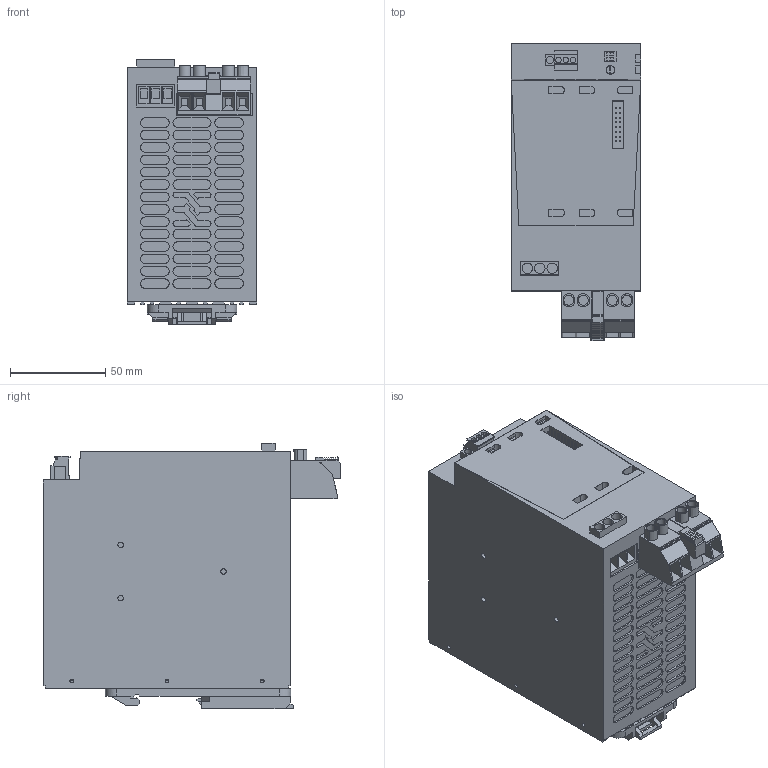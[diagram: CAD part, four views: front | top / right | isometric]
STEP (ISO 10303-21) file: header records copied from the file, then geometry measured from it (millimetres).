
FILE_DESCRIPTION(('CATIA V5 STEP Exchange','CAx-IF Rec.Pracs.--- Model Styling and Organization---1.4--- 2014-01-23'),'2;1');
FILE_NAME ('D1361119_3', '2020-10-29T08:22:18+00:00', ('none'), ('Weidmueller'), 'CATIA Version 5-6 Release 2016 SP3 HF44', 'CATIA V5 STEP AP214', 'none');
FILE_SCHEMA(('AUTOMOTIVE_DESIGN { 1 0 10303 214 1 1 1 1 }'));
Products named in the file (1): 2467000100
Bounding box: 68 x 156.3 x 139.2 mm (x, y, z)
Volume: 1095029.8 mm3; surface area: 127214.6 mm2
Topology: 37 solids, 37 shells, 2028 faces, 5551 edges, 3741 vertices
Faces by surface type: plane 1532, cylinder 367, extrusion 117, bspline 6, cone 6
Entity records: 65615 total; most frequent: CARTESIAN_POINT 14644, ORIENTED_EDGE 11102, DIRECTION 8060, EDGE_CURVE 5551, VECTOR 4512, LINE 4395, VERTEX_POINT 3741, EDGE_LOOP 2212
